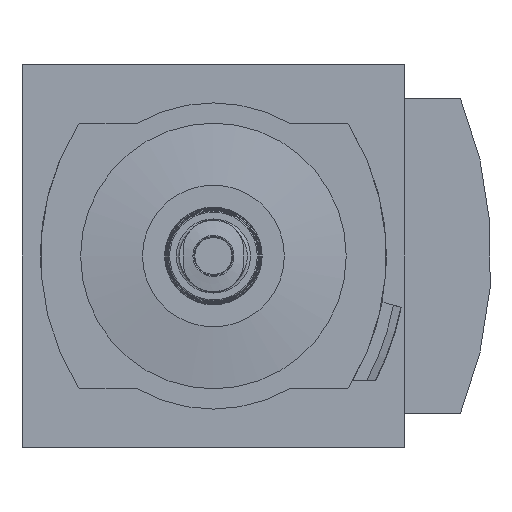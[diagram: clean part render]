
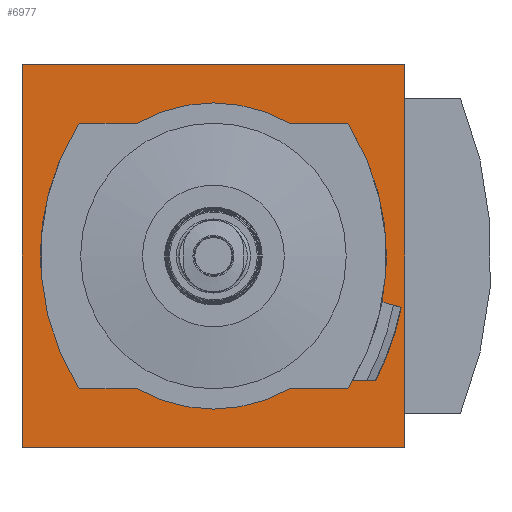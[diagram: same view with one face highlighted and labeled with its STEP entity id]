
A CAD part, front view. The second image highlights one B-rep face of the part: STEP entity #6977.
In plain terms, the highlighted planar face has unit normal (0, -1, 0).
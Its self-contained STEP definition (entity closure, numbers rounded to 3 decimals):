
#132=PLANE('',#7311);
#477=LINE('',#9642,#977);
#478=LINE('',#9645,#978);
#479=LINE('',#9647,#979);
#480=LINE('',#9649,#980);
#481=LINE('',#9650,#981);
#482=LINE('',#9654,#982);
#483=LINE('',#9657,#983);
#484=LINE('',#9661,#984);
#485=LINE('',#9666,#985);
#486=LINE('',#9670,#986);
#977=VECTOR('',#8075,1000.);
#978=VECTOR('',#8076,1000.);
#979=VECTOR('',#8077,1000.);
#980=VECTOR('',#8078,1000.);
#981=VECTOR('',#8079,1000.);
#982=VECTOR('',#8082,1000.);
#983=VECTOR('',#8085,1000.);
#984=VECTOR('',#8088,1000.);
#985=VECTOR('',#8093,1000.);
#986=VECTOR('',#8096,1000.);
#1302=CIRCLE('',#7303,40.);
#1304=CIRCLE('',#7305,40.);
#1308=CIRCLE('',#7310,40.);
#1309=CIRCLE('',#7312,41.2);
#1310=CIRCLE('',#7313,0.5);
#1311=CIRCLE('',#7314,24.8);
#1312=CIRCLE('',#7315,0.5);
#1313=CIRCLE('',#7316,0.5);
#1314=CIRCLE('',#7317,24.8);
#1315=CIRCLE('',#7318,0.5);
#1791=ORIENTED_EDGE('',*,*,#3119,.F.);
#1792=ORIENTED_EDGE('',*,*,#3120,.F.);
#1793=ORIENTED_EDGE('',*,*,#3121,.T.);
#1794=ORIENTED_EDGE('',*,*,#3122,.T.);
#1795=ORIENTED_EDGE('',*,*,#3108,.T.);
#1796=ORIENTED_EDGE('',*,*,#3123,.F.);
#1797=ORIENTED_EDGE('',*,*,#3124,.F.);
#1798=ORIENTED_EDGE('',*,*,#3125,.F.);
#1799=ORIENTED_EDGE('',*,*,#3104,.T.);
#1800=ORIENTED_EDGE('',*,*,#3126,.T.);
#1801=ORIENTED_EDGE('',*,*,#3127,.T.);
#1802=ORIENTED_EDGE('',*,*,#3128,.T.);
#1803=ORIENTED_EDGE('',*,*,#3129,.T.);
#1804=ORIENTED_EDGE('',*,*,#3130,.T.);
#1805=ORIENTED_EDGE('',*,*,#3116,.T.);
#1806=ORIENTED_EDGE('',*,*,#3131,.T.);
#1807=ORIENTED_EDGE('',*,*,#3132,.T.);
#1808=ORIENTED_EDGE('',*,*,#3133,.T.);
#1809=ORIENTED_EDGE('',*,*,#3134,.T.);
#1810=ORIENTED_EDGE('',*,*,#3135,.T.);
#3104=EDGE_CURVE('',#3769,#3768,#1302,.T.);
#3108=EDGE_CURVE('',#3765,#3772,#1304,.T.);
#3116=EDGE_CURVE('',#3777,#3780,#1308,.T.);
#3119=EDGE_CURVE('',#3781,#3782,#477,.T.);
#3120=EDGE_CURVE('',#3783,#3781,#478,.T.);
#3121=EDGE_CURVE('',#3783,#3784,#479,.T.);
#3122=EDGE_CURVE('',#3784,#3782,#480,.T.);
#3123=EDGE_CURVE('',#3785,#3772,#481,.T.);
#3124=EDGE_CURVE('',#3786,#3785,#1309,.F.);
#3125=EDGE_CURVE('',#3769,#3786,#482,.T.);
#3126=EDGE_CURVE('',#3768,#3787,#1310,.T.);
#3127=EDGE_CURVE('',#3787,#3788,#483,.T.);
#3128=EDGE_CURVE('',#3788,#3789,#1311,.T.);
#3129=EDGE_CURVE('',#3789,#3790,#484,.T.);
#3130=EDGE_CURVE('',#3790,#3777,#1312,.T.);
#3131=EDGE_CURVE('',#3780,#3791,#1313,.T.);
#3132=EDGE_CURVE('',#3791,#3792,#485,.T.);
#3133=EDGE_CURVE('',#3792,#3793,#1314,.T.);
#3134=EDGE_CURVE('',#3793,#3794,#486,.T.);
#3135=EDGE_CURVE('',#3794,#3765,#1315,.T.);
#3765=VERTEX_POINT('',#9607);
#3768=VERTEX_POINT('',#9612);
#3769=VERTEX_POINT('',#9614);
#3772=VERTEX_POINT('',#9620);
#3777=VERTEX_POINT('',#9632);
#3780=VERTEX_POINT('',#9637);
#3781=VERTEX_POINT('',#9643);
#3782=VERTEX_POINT('',#9644);
#3783=VERTEX_POINT('',#9646);
#3784=VERTEX_POINT('',#9648);
#3785=VERTEX_POINT('',#9651);
#3786=VERTEX_POINT('',#9653);
#3787=VERTEX_POINT('',#9656);
#3788=VERTEX_POINT('',#9658);
#3789=VERTEX_POINT('',#9660);
#3790=VERTEX_POINT('',#9662);
#3791=VERTEX_POINT('',#9665);
#3792=VERTEX_POINT('',#9667);
#3793=VERTEX_POINT('',#9669);
#3794=VERTEX_POINT('',#9671);
#4208=EDGE_LOOP('',(#1791,#1792,#1793,#1794));
#4209=EDGE_LOOP('',(#1795,#1796,#1797,#1798,#1799,#1800,#1801,#1802,#1803,
#1804,#1805,#1806,#1807,#1808,#1809,#1810));
#4559=FACE_BOUND('',#4208,.T.);
#4560=FACE_BOUND('',#4209,.T.);
#6977=ADVANCED_FACE('',(#4559,#4560),#132,.F.);
#7303=AXIS2_PLACEMENT_3D('',#9613,#8049,#8050);
#7305=AXIS2_PLACEMENT_3D('',#9621,#8055,#8056);
#7310=AXIS2_PLACEMENT_3D('',#9638,#8069,#8070);
#7311=AXIS2_PLACEMENT_3D('',#9641,#8073,#8074);
#7312=AXIS2_PLACEMENT_3D('',#9652,#8080,#8081);
#7313=AXIS2_PLACEMENT_3D('',#9655,#8083,#8084);
#7314=AXIS2_PLACEMENT_3D('',#9659,#8086,#8087);
#7315=AXIS2_PLACEMENT_3D('',#9663,#8089,#8090);
#7316=AXIS2_PLACEMENT_3D('',#9664,#8091,#8092);
#7317=AXIS2_PLACEMENT_3D('',#9668,#8094,#8095);
#7318=AXIS2_PLACEMENT_3D('',#9672,#8097,#8098);
#8049=DIRECTION('',(0.,1.,0.));
#8050=DIRECTION('',(1.,0.,0.));
#8055=DIRECTION('',(0.,1.,0.));
#8056=DIRECTION('',(1.,0.,0.));
#8069=DIRECTION('',(0.,1.,0.));
#8070=DIRECTION('',(1.,0.,0.));
#8073=DIRECTION('',(0.,1.,0.));
#8074=DIRECTION('',(0.,0.,1.));
#8075=DIRECTION('',(-1.,0.,0.));
#8076=DIRECTION('',(0.,0.,-1.));
#8077=DIRECTION('',(-1.,0.,0.));
#8078=DIRECTION('',(0.,0.,-1.));
#8079=DIRECTION('',(-0.966,0.,0.259));
#8080=DIRECTION('',(0.,1.,0.));
#8081=DIRECTION('',(0.,0.,1.));
#8082=DIRECTION('',(1.,0.,0.));
#8083=DIRECTION('',(0.,1.,0.));
#8084=DIRECTION('',(1.,0.,0.));
#8085=DIRECTION('',(-1.,0.,0.));
#8086=DIRECTION('',(0.,1.,0.));
#8087=DIRECTION('',(1.,0.,0.));
#8088=DIRECTION('',(-1.,0.,0.));
#8089=DIRECTION('',(0.,1.,0.));
#8090=DIRECTION('',(1.,0.,0.));
#8091=DIRECTION('',(0.,1.,0.));
#8092=DIRECTION('',(1.,0.,0.));
#8093=DIRECTION('',(1.,0.,0.));
#8094=DIRECTION('',(0.,1.,0.));
#8095=DIRECTION('',(1.,0.,0.));
#8096=DIRECTION('',(1.,0.,0.));
#8097=DIRECTION('',(0.,1.,0.));
#8098=DIRECTION('',(1.,0.,0.));
#9607=CARTESIAN_POINT('',(21.879,-45.,21.266));
#9612=CARTESIAN_POINT('',(21.879,-45.,-21.266));
#9613=CARTESIAN_POINT('',(-12.,-45.,0.));
#9614=CARTESIAN_POINT('',(22.554,-45.,-20.15));
#9620=CARTESIAN_POINT('',(27.298,-45.,-7.463));
#9621=CARTESIAN_POINT('',(-12.,-45.,0.));
#9632=CARTESIAN_POINT('',(-21.879,-45.,-21.266));
#9637=CARTESIAN_POINT('',(-21.879,-45.,21.266));
#9638=CARTESIAN_POINT('',(12.,-45.,0.));
#9641=CARTESIAN_POINT('',(0.,-45.,0.));
#9642=CARTESIAN_POINT('',(0.,-45.,-31.));
#9643=CARTESIAN_POINT('',(31.,-45.,-31.));
#9644=CARTESIAN_POINT('',(-31.,-45.,-31.));
#9645=CARTESIAN_POINT('',(31.,-45.,31.));
#9646=CARTESIAN_POINT('',(31.,-45.,31.));
#9647=CARTESIAN_POINT('',(0.,-45.,31.));
#9648=CARTESIAN_POINT('',(-31.,-45.,31.));
#9649=CARTESIAN_POINT('',(-31.,-45.,-25.5));
#9650=CARTESIAN_POINT('',(30.42,-45.,-8.3));
#9651=CARTESIAN_POINT('',(28.487,-45.,-7.782));
#9652=CARTESIAN_POINT('',(-12.,-45.,-0.15));
#9653=CARTESIAN_POINT('',(24.02,-45.,-20.15));
#9654=CARTESIAN_POINT('',(0.,-45.,-20.15));
#9655=CARTESIAN_POINT('',(21.455,-45.,-21.));
#9656=CARTESIAN_POINT('',(21.455,-45.,-21.5));
#9657=CARTESIAN_POINT('',(21.455,-45.,-21.5));
#9658=CARTESIAN_POINT('',(12.361,-45.,-21.5));
#9659=CARTESIAN_POINT('',(0.,-45.,0.));
#9660=CARTESIAN_POINT('',(-12.361,-45.,-21.5));
#9661=CARTESIAN_POINT('',(-12.361,-45.,-21.5));
#9662=CARTESIAN_POINT('',(-21.455,-45.,-21.5));
#9663=CARTESIAN_POINT('',(-21.455,-45.,-21.));
#9664=CARTESIAN_POINT('',(-21.455,-45.,21.));
#9665=CARTESIAN_POINT('',(-21.455,-45.,21.5));
#9666=CARTESIAN_POINT('',(-21.455,-45.,21.5));
#9667=CARTESIAN_POINT('',(-12.361,-45.,21.5));
#9668=CARTESIAN_POINT('',(0.,-45.,0.));
#9669=CARTESIAN_POINT('',(12.361,-45.,21.5));
#9670=CARTESIAN_POINT('',(12.361,-45.,21.5));
#9671=CARTESIAN_POINT('',(21.455,-45.,21.5));
#9672=CARTESIAN_POINT('',(21.455,-45.,21.));
